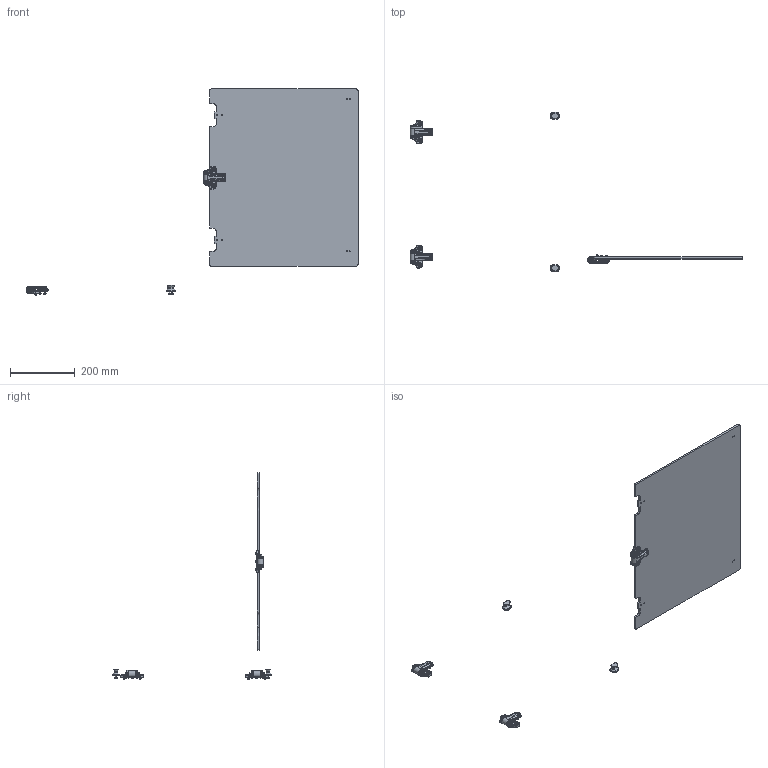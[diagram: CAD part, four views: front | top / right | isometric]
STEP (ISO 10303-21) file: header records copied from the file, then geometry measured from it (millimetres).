
FILE_DESCRIPTION(/* description */ (''),/* implementation_level */ '2;1');
FILE_NAME(/* name */ 'Front Door v1.step',/* time_stamp */ '2023-07-18T22:02:02-07:00',/* author */ (''),/* organization */ (''),/* preprocessor_version */ 'ST-DEVELOPER v19.2',/* originating_system */ 'Autodesk Translation Framework v12.6.0.85',/* authorisation */ '');
FILE_SCHEMA (('AUTOMOTIVE_DESIGN { 1 0 10303 214 3 1 1 }'));
Length unit declared in the file: millimetre
Products named in the file (54): Front Door; Hinge; Assembly 31 _1_; Hinge ; Hinge_1; Assembly 31 _1__1; Part 390; Part 367; Part 362; Part 357; Part 384; Part 352; Part 373; Part 354; Part 365; Part 368; Part 374; Part 366; Part 356; Part 358; Part 369; Part 360; Part 353; Part 382; Part 364; Part 359; Part 381; Part 378; Part 372; Part 363; Part 387; Part 375; Part 377; Part 386; Part 371; Part 383; Part 361; Part 380; Part 389; Part 355 ...
Assembly tree (166 placements, depth 4):
  Front Door
    Hinge
      Assembly 31 _1_
        Part 391  x2
        Part 390
      Part 388  x2
      Part 367
      Part 362
      Part 357
      Part 384
      Part 352
      Part 373
      Part 354
      Part 365
      Part 368
      Part 385  x4
      Part 374
      Part 366
      Part 356
      Part 358
      Part 369
      Part 360
      Part 353
      Part 382
      Part 364
      Part 359
      Part 381
      Part 378
      Part 372
      Part 363
      Part 387
      Part 375
      Part 377
      Part 386
      Part 371
      Part 383
      Part 361
      Part 380
      Part 389
      Part 355
      Part 376
      Part 379
      Part 370
      Part 350  x2
      Part 351  x2
    Hinge 
      Part 388  x2
      Part 367
      Part 362
      Part 357
      Part 384
      Part 352
      Part 373
      Part 354
      Part 390
      Part 365
      Part 368
      Part 385  x4
      Part 374
      Part 366
Bounding box: 1026.17 x 492.5 x 637.28 mm (x, y, z)
Volume: 1584513 mm3; surface area: 574180.1 mm2
Topology: 159 solids, 159 shells, 4499 faces, 11654 edges, 7404 vertices
Faces by surface type: bspline 1587, cylinder 1437, plane 894, cone 360, torus 125, sphere 96
Full cylindrical faces by diameter (mm): 2.35 x90, 3 x118, 3.4 x12, 3.68 x6, 4.2 x3, 4.7 x28, 4.83 x9, 5 x18, 5.3 x15, 5.35 x2, 5.5 x14, 5.56 x9, 5.857 x3, 8 x3, 8.209 x24, 8.5 x3, 9.5 x6, 9.791 x24, 10 x20, 10.5 x6, 13 x6, 13.2 x6, 15 x6, 15.2 x6
Entity records: 39197 total; most frequent: CARTESIAN_POINT 14680, DIRECTION 4769, ORIENTED_EDGE 4692, EDGE_CURVE 2346, AXIS2_PLACEMENT_3D 1884, VERTEX_POINT 1483, EDGE_LOOP 1063, LINE 1001
